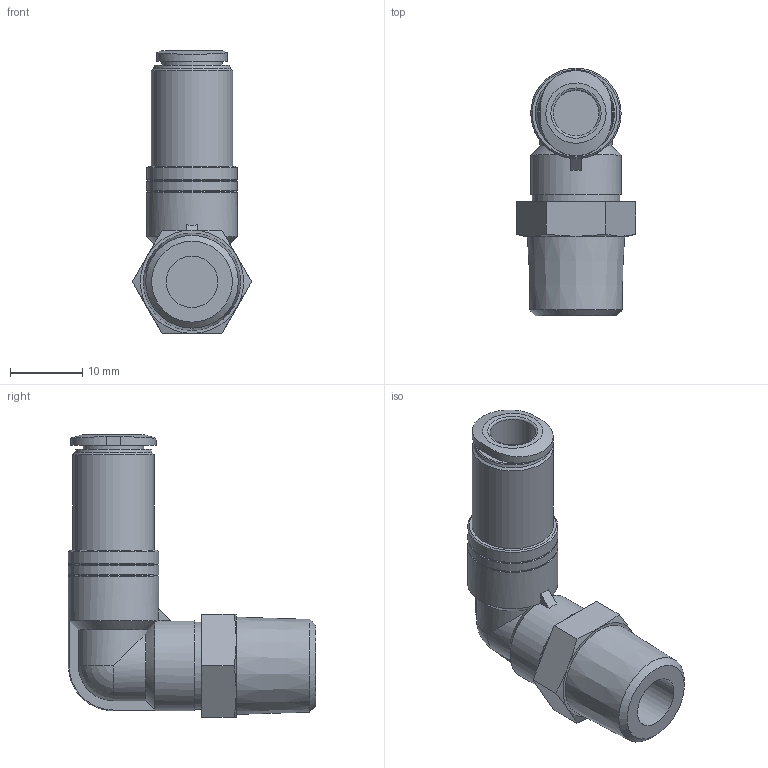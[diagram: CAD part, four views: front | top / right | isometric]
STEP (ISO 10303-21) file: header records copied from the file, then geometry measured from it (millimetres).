
FILE_DESCRIPTION(/* description */ ('STEP AP214'),/* implementation_level */ '2;1');
FILE_NAME(/* name */ '190745_QSMKL-1_4-1_4-U',/* time_stamp */ '2024-09-14T12:28:40+02:00',/* author */ ('License CC BY-ND 4.0'),/* organization */ ('CADENAS'),/* preprocessor_version */ 'ST-DEVELOPER v19.3',/* originating_system */ 'PARTsolutions',/* authorisation */ ' ');
FILE_SCHEMA (('AUTOMOTIVE_DESIGN {1 0 10303 214 3 1 1}'));
Length unit declared in the file: millimetre
Products named in the file (1): 190745 QSMKL-1/4-1/4-U
Bounding box: 16.51 x 34.25 x 39.15 mm (x, y, z)
Volume: 6013.5 mm3; surface area: 3223.6 mm2
Topology: 1 solids, 1 shells, 63 faces, 143 edges, 88 vertices
Faces by surface type: plane 23, cone 20, cylinder 15, sphere 3, torus 2
Full cylindrical faces by diameter (mm): 6.35 x1, 7.133 x1, 8.35 x1, 11.25 x1, 12.1 x1, 12.5 x4
Entity records: 1680 total; most frequent: CARTESIAN_POINT 356, DIRECTION 274, ORIENTED_EDGE 234, AXIS2_PLACEMENT_3D 121, EDGE_CURVE 117, EDGE_LOOP 92, FACE_BOUND 92, VERTEX_POINT 85
